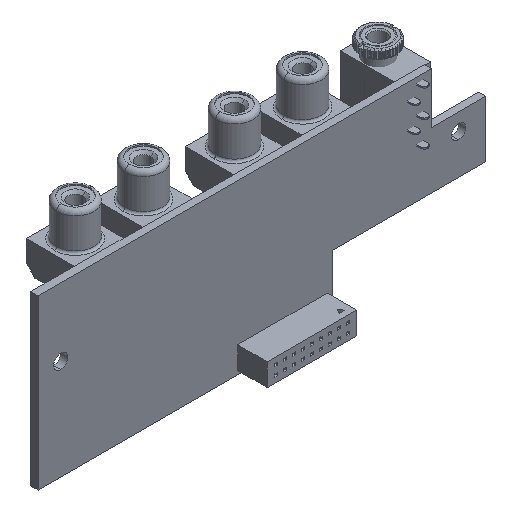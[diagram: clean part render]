
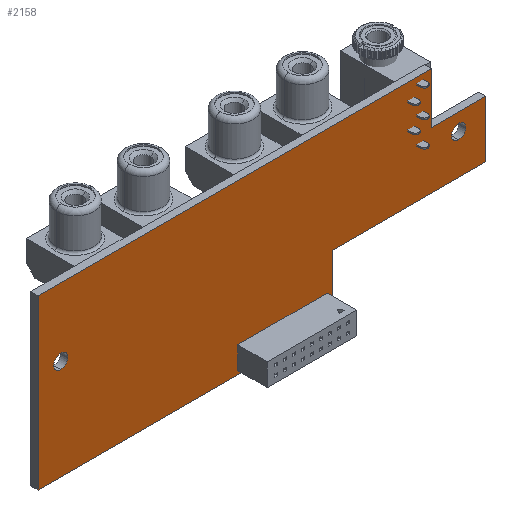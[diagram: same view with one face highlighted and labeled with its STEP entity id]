
A CAD part, isometric view. The second image highlights one B-rep face of the part: STEP entity #2158.
In plain terms, the highlighted planar face has unit normal (0, -1, 0).
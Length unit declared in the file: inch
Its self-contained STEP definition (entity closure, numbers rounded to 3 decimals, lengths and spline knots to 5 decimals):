
#2158 = ADVANCED_FACE ( 'NONE', ( #8165, #8176, #8172 ), #8710, .F. ) ;
#2956 = EDGE_CURVE ( 'NONE', #5317, #5305, #11618, .T. ) ;
#2959 = EDGE_CURVE ( 'NONE', #5366, #5278, #11627, .T. ) ;
#2963 = EDGE_CURVE ( 'NONE', #5364, #5277, #11633, .T. ) ;
#2967 = EDGE_CURVE ( 'NONE', #5277, #5269, #11645, .T. ) ;
#2970 = EDGE_CURVE ( 'NONE', #5269, #5343, #11651, .T. ) ;
#2973 = EDGE_CURVE ( 'NONE', #5343, #5322, #11657, .T. ) ;
#2976 = EDGE_CURVE ( 'NONE', #5322, #5313, #11663, .T. ) ;
#2981 = EDGE_CURVE ( 'NONE', #5378, #5364, #11661, .T. ) ;
#2986 = EDGE_CURVE ( 'NONE', #5305, #5317, #11682, .T. ) ;
#2987 = EDGE_CURVE ( 'NONE', #5278, #5366, #11683, .T. ) ;
#2988 = EDGE_CURVE ( 'NONE', #5378, #5370, #11684, .T. ) ;
#2989 = EDGE_CURVE ( 'NONE', #5370, #5313, #11677, .T. ) ;
#3380 = EDGE_LOOP ( 'NONE', ( #4663, #4664 ) ) ;
#3390 = EDGE_LOOP ( 'NONE', ( #4667, #4668, #4669, #4670, #4671, #4672, #4673, #3672 ) ) ;
#3392 = EDGE_LOOP ( 'NONE', ( #4665, #4666 ) ) ;
#3672 = ORIENTED_EDGE ( 'NONE', *, *, #2981, .F. ) ;
#4663 = ORIENTED_EDGE ( 'NONE', *, *, #2956, .F. ) ;
#4664 = ORIENTED_EDGE ( 'NONE', *, *, #2986, .F. ) ;
#4665 = ORIENTED_EDGE ( 'NONE', *, *, #2959, .F. ) ;
#4666 = ORIENTED_EDGE ( 'NONE', *, *, #2987, .F. ) ;
#4667 = ORIENTED_EDGE ( 'NONE', *, *, #2988, .T. ) ;
#4668 = ORIENTED_EDGE ( 'NONE', *, *, #2989, .T. ) ;
#4669 = ORIENTED_EDGE ( 'NONE', *, *, #2976, .F. ) ;
#4670 = ORIENTED_EDGE ( 'NONE', *, *, #2973, .F. ) ;
#4671 = ORIENTED_EDGE ( 'NONE', *, *, #2970, .F. ) ;
#4672 = ORIENTED_EDGE ( 'NONE', *, *, #2967, .F. ) ;
#4673 = ORIENTED_EDGE ( 'NONE', *, *, #2963, .F. ) ;
#5269 = VERTEX_POINT ( 'NONE', #13518 ) ;
#5277 = VERTEX_POINT ( 'NONE', #13526 ) ;
#5278 = VERTEX_POINT ( 'NONE', #13527 ) ;
#5305 = VERTEX_POINT ( 'NONE', #13554 ) ;
#5313 = VERTEX_POINT ( 'NONE', #13562 ) ;
#5317 = VERTEX_POINT ( 'NONE', #13566 ) ;
#5322 = VERTEX_POINT ( 'NONE', #13571 ) ;
#5343 = VERTEX_POINT ( 'NONE', #13592 ) ;
#5364 = VERTEX_POINT ( 'NONE', #13613 ) ;
#5366 = VERTEX_POINT ( 'NONE', #13615 ) ;
#5370 = VERTEX_POINT ( 'NONE', #13619 ) ;
#5378 = VERTEX_POINT ( 'NONE', #13627 ) ;
#7922 = AXIS2_PLACEMENT_3D ( 'NONE', #8709, #8706, #8711 ) ;
#8165 = FACE_BOUND ( 'NONE', #3380, .T. ) ;
#8172 = FACE_OUTER_BOUND ( 'NONE', #3390, .T. ) ;
#8176 = FACE_BOUND ( 'NONE', #3392, .T. ) ;
#8706 = DIRECTION ( 'NONE',  ( 0., 1., 0. ) ) ;
#8709 = CARTESIAN_POINT ( 'NONE',  ( 0., 0., 0. ) ) ;
#8710 = PLANE ( 'NONE',  #7922 ) ;
#8711 = DIRECTION ( 'NONE',  ( 0., 0., 1. ) ) ;
#9751 = AXIS2_PLACEMENT_3D ( 'NONE', #10860, #10861, #10862 ) ;
#9753 = AXIS2_PLACEMENT_3D ( 'NONE', #12111, #12112, #12113 ) ;
#9757 = AXIS2_PLACEMENT_3D ( 'NONE', #12167, #12168, #12169 ) ;
#9758 = AXIS2_PLACEMENT_3D ( 'NONE', #12171, #12172, #12173 ) ;
#10860 = CARTESIAN_POINT ( 'NONE',  ( 3.7, 0., -0.6 ) ) ;
#10861 = DIRECTION ( 'NONE',  ( 0., -1., 0. ) ) ;
#10862 = DIRECTION ( 'NONE',  ( 0., 0., 1. ) ) ;
#11618 = CIRCLE ( 'NONE', #9751, 0.0625 ) ;
#11627 = CIRCLE ( 'NONE', #9753, 0.0625 ) ;
#11633 = LINE ( 'NONE', #12115, #11640 ) ;
#11640 = VECTOR ( 'NONE', #12120, 39.37008 ) ;
#11645 = LINE ( 'NONE', #12127, #11648 ) ;
#11648 = VECTOR ( 'NONE', #12128, 39.37008 ) ;
#11651 = LINE ( 'NONE', #12133, #11654 ) ;
#11654 = VECTOR ( 'NONE', #12134, 39.37008 ) ;
#11657 = LINE ( 'NONE', #12139, #11660 ) ;
#11660 = VECTOR ( 'NONE', #12140, 39.37008 ) ;
#11661 = LINE ( 'NONE', #12136, #11676 ) ;
#11663 = LINE ( 'NONE', #12145, #11666 ) ;
#11666 = VECTOR ( 'NONE', #12146, 39.37008 ) ;
#11676 = VECTOR ( 'NONE', #12156, 39.37008 ) ;
#11677 = LINE ( 'NONE', #12170, #11688 ) ;
#11682 = CIRCLE ( 'NONE', #9757, 0.0625 ) ;
#11683 = CIRCLE ( 'NONE', #9758, 0.0625 ) ;
#11684 = LINE ( 'NONE', #12165, #11686 ) ;
#11686 = VECTOR ( 'NONE', #12166, 39.37008 ) ;
#11688 = VECTOR ( 'NONE', #12174, 39.37008 ) ;
#12111 = CARTESIAN_POINT ( 'NONE',  ( 0.2, 0., -0.6 ) ) ;
#12112 = DIRECTION ( 'NONE',  ( 0., -1., 0. ) ) ;
#12113 = DIRECTION ( 'NONE',  ( 0., 0., 1. ) ) ;
#12115 = CARTESIAN_POINT ( 'NONE',  ( 0., 0., -1.48 ) ) ;
#12120 = DIRECTION ( 'NONE',  ( 0., 0., 1. ) ) ;
#12127 = CARTESIAN_POINT ( 'NONE',  ( 0., 0., 0. ) ) ;
#12128 = DIRECTION ( 'NONE',  ( 1., 0., 0. ) ) ;
#12133 = CARTESIAN_POINT ( 'NONE',  ( 3.46, 0., 0. ) ) ;
#12134 = DIRECTION ( 'NONE',  ( 0., 0., -1. ) ) ;
#12136 = CARTESIAN_POINT ( 'NONE',  ( 3.94, 0., -1.48 ) ) ;
#12139 = CARTESIAN_POINT ( 'NONE',  ( 3.46, 0., -0.45 ) ) ;
#12140 = DIRECTION ( 'NONE',  ( 1., 0., 0. ) ) ;
#12145 = CARTESIAN_POINT ( 'NONE',  ( 3.94, 0., -0.45 ) ) ;
#12146 = DIRECTION ( 'NONE',  ( 0., 0., -1. ) ) ;
#12156 = DIRECTION ( 'NONE',  ( -1., 0., 0. ) ) ;
#12165 = CARTESIAN_POINT ( 'NONE',  ( 2.59, 0., -1.48 ) ) ;
#12166 = DIRECTION ( 'NONE',  ( 0., 0., 1. ) ) ;
#12167 = CARTESIAN_POINT ( 'NONE',  ( 3.7, 0., -0.6 ) ) ;
#12168 = DIRECTION ( 'NONE',  ( 0., -1., 0. ) ) ;
#12169 = DIRECTION ( 'NONE',  ( 0., 0., 1. ) ) ;
#12170 = CARTESIAN_POINT ( 'NONE',  ( 3.94, 0., -0.95 ) ) ;
#12171 = CARTESIAN_POINT ( 'NONE',  ( 0.2, 0., -0.6 ) ) ;
#12172 = DIRECTION ( 'NONE',  ( 0., -1., 0. ) ) ;
#12173 = DIRECTION ( 'NONE',  ( 0., 0., 1. ) ) ;
#12174 = DIRECTION ( 'NONE',  ( 1., 0., 0. ) ) ;
#13518 = CARTESIAN_POINT ( 'NONE',  ( 3.46, 0., 0. ) ) ;
#13526 = CARTESIAN_POINT ( 'NONE',  ( 0., 0., 0. ) ) ;
#13527 = CARTESIAN_POINT ( 'NONE',  ( 0.2, 0., -0.6625 ) ) ;
#13554 = CARTESIAN_POINT ( 'NONE',  ( 3.7, 0., -0.6625 ) ) ;
#13562 = CARTESIAN_POINT ( 'NONE',  ( 3.94, 0., -0.95 ) ) ;
#13566 = CARTESIAN_POINT ( 'NONE',  ( 3.7, 0., -0.5375 ) ) ;
#13571 = CARTESIAN_POINT ( 'NONE',  ( 3.94, 0., -0.45 ) ) ;
#13592 = CARTESIAN_POINT ( 'NONE',  ( 3.46, 0., -0.45 ) ) ;
#13613 = CARTESIAN_POINT ( 'NONE',  ( 0., 0., -1.48 ) ) ;
#13615 = CARTESIAN_POINT ( 'NONE',  ( 0.2, 0., -0.5375 ) ) ;
#13619 = CARTESIAN_POINT ( 'NONE',  ( 2.59, 0., -0.95 ) ) ;
#13627 = CARTESIAN_POINT ( 'NONE',  ( 2.59, 0., -1.48 ) ) ;
